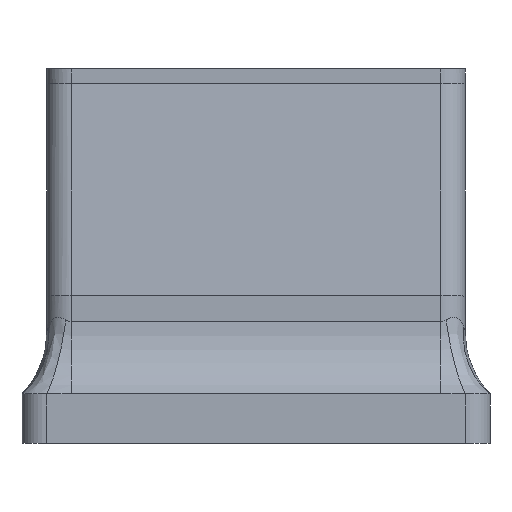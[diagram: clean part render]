
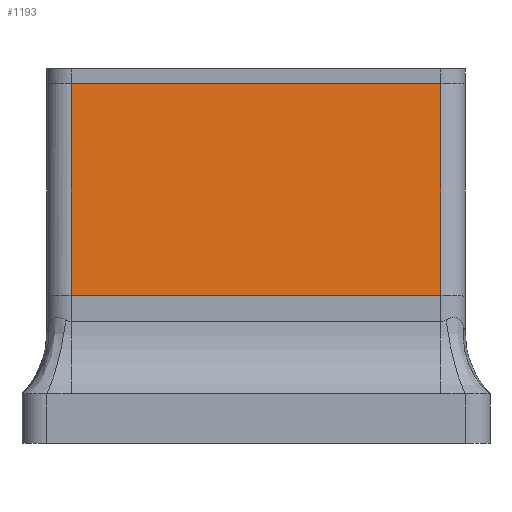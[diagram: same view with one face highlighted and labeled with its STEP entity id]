
A CAD part, front view. The second image highlights one B-rep face of the part: STEP entity #1193.
In plain terms, the highlighted planar face has unit normal (0, -0.996, 0.087).
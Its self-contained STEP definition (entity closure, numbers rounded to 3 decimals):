
#121=PLANE('',#1300);
#177=FACE_OUTER_BOUND('',#248,.T.);
#248=EDGE_LOOP('',(#988,#989,#990,#991));
#281=LINE('',#1684,#391);
#343=LINE('',#2252,#453);
#351=LINE('',#2268,#461);
#352=LINE('',#2269,#462);
#391=VECTOR('',#1353,10.);
#453=VECTOR('',#1529,10.);
#461=VECTOR('',#1545,1.);
#462=VECTOR('',#1546,10.);
#512=VERTEX_POINT('',#1675);
#515=VERTEX_POINT('',#1683);
#568=VERTEX_POINT('',#2181);
#590=VERTEX_POINT('',#2251);
#625=EDGE_CURVE('',#512,#515,#281,.T.);
#735=EDGE_CURVE('',#590,#515,#343,.T.);
#744=EDGE_CURVE('',#590,#568,#351,.T.);
#745=EDGE_CURVE('',#512,#568,#352,.T.);
#988=ORIENTED_EDGE('',*,*,#735,.F.);
#989=ORIENTED_EDGE('',*,*,#744,.T.);
#990=ORIENTED_EDGE('',*,*,#745,.F.);
#991=ORIENTED_EDGE('',*,*,#625,.T.);
#1193=ADVANCED_FACE('',(#177),#121,.T.);
#1300=AXIS2_PLACEMENT_3D('',#2267,#1543,#1544);
#1353=DIRECTION('',(-1.,0.,0.));
#1529=DIRECTION('',(0.,0.087,0.996));
#1543=DIRECTION('center_axis',(0.,-0.996,0.087));
#1544=DIRECTION('ref_axis',(0.,-0.087,-0.996));
#1545=DIRECTION('',(1.,0.,0.));
#1546=DIRECTION('',(0.,-0.087,-0.996));
#1675=CARTESIAN_POINT('',(5.,-2.648,10.6));
#1683=CARTESIAN_POINT('',(-10.,-2.648,10.6));
#1684=CARTESIAN_POINT('',(0.,-2.648,10.6));
#2181=CARTESIAN_POINT('',(5.,-3.4,2.));
#2251=CARTESIAN_POINT('',(-10.,-3.4,2.));
#2252=CARTESIAN_POINT('',(-10.,-3.387,2.148));
#2267=CARTESIAN_POINT('Origin',(0.,-3.4,2.));
#2268=CARTESIAN_POINT('',(-5.,-3.4,2.));
#2269=CARTESIAN_POINT('',(5.,-3.387,2.148));
